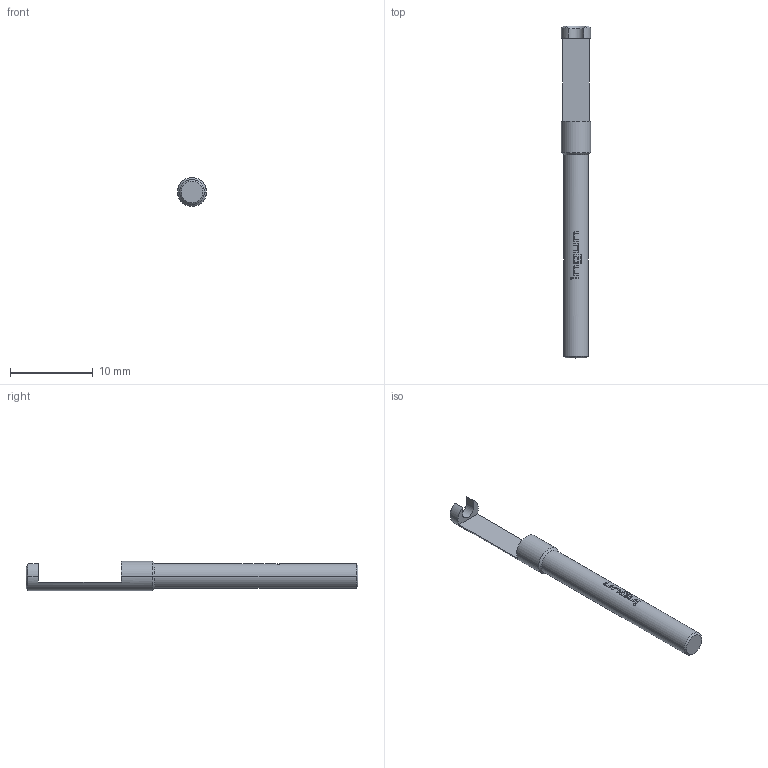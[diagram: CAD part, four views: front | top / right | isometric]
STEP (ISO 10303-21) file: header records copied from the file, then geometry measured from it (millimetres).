
FILE_DESCRIPTION (( 'STEP AP203' ), '1' );
FILE_NAME ('INGUN_E-SW-ZW-GKS-103.STEP', '2022-05-19T13:30:08', ( 'ochi' ), ( '' ), 'SwSTEP 2.0', 'SolidWorks 2018', '' );
FILE_SCHEMA (( 'CONFIG_CONTROL_DESIGN' ));
Length unit declared in the file: millimetre
Products named in the file (1): INGUN_E-SW-ZW-GKS-103
Bounding box: 3.5 x 40 x 3.5 mm (x, y, z)
Volume: 242.4 mm3; surface area: 388.9 mm2
Topology: 1 solids, 1 shells, 92 faces, 242 edges, 158 vertices
Faces by surface type: plane 49, bspline 22, cylinder 13, cone 8
Entity records: 3259 total; most frequent: CARTESIAN_POINT 1093, ORIENTED_EDGE 484, DIRECTION 358, EDGE_CURVE 242, VERTEX_POINT 158, AXIS2_PLACEMENT_3D 135, EDGE_LOOP 98, ADVANCED_FACE 92
